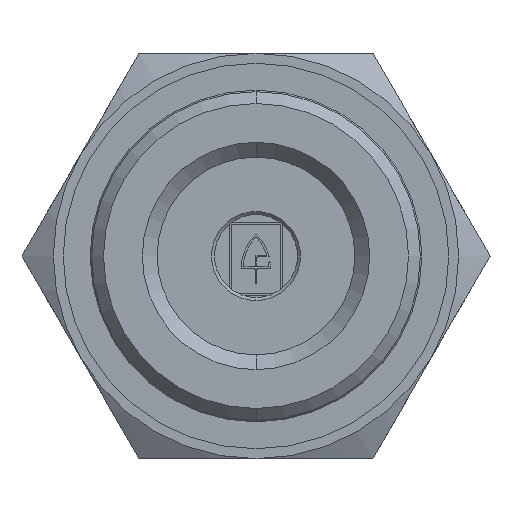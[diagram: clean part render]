
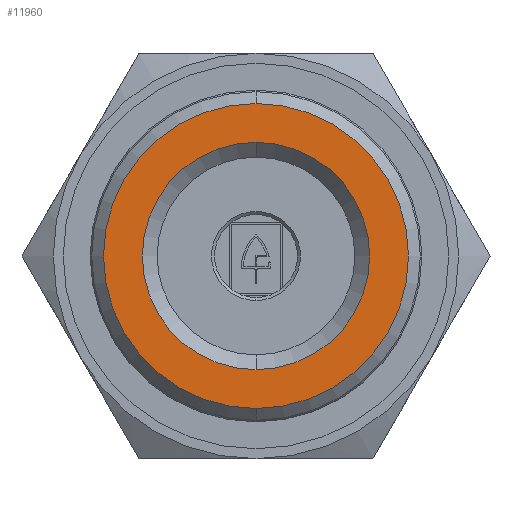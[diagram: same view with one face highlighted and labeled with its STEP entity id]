
A CAD part, front view. The second image highlights one B-rep face of the part: STEP entity #11960.
In plain terms, the highlighted planar face has unit normal (0, -1, 0).
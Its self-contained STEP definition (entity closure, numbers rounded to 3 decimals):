
#359 = AXIS2_PLACEMENT_3D ( 'NONE', #2339, #8912, #3284 ) ;
#931 = VERTEX_POINT ( 'NONE', #10112 ) ;
#1369 = AXIS2_PLACEMENT_3D ( 'NONE', #1669, #8254, #2608 ) ;
#1474 = CARTESIAN_POINT ( 'NONE',  ( 11.836, 0., -20.5 ) ) ;
#1669 = CARTESIAN_POINT ( 'NONE',  ( 0., 0., 0. ) ) ;
#2224 = EDGE_CURVE ( 'NONE', #9570, #931, #7051, .T. ) ;
#2339 = CARTESIAN_POINT ( 'NONE',  ( 0., 0., 0. ) ) ;
#2367 = AXIS2_PLACEMENT_3D ( 'NONE', #1474, #8041, #2393 ) ;
#2393 = DIRECTION ( 'NONE',  ( 0., 0., 1. ) ) ;
#2608 = DIRECTION ( 'NONE',  ( 0., 0., 1. ) ) ;
#2819 = FACE_OUTER_BOUND ( 'NONE', #2820, .T. ) ;
#2820 = EDGE_LOOP ( 'NONE', ( #9349, #11991 ) ) ;
#3284 = DIRECTION ( 'NONE',  ( 0., 0., 1. ) ) ;
#3416 = AXIS2_PLACEMENT_3D ( 'NONE', #10750, #5071, #11676 ) ;
#3630 = AXIS2_PLACEMENT_3D ( 'NONE', #9767, #9736, #9702 ) ;
#4152 = EDGE_CURVE ( 'NONE', #931, #9570, #10005, .T. ) ;
#4903 = VERTEX_POINT ( 'NONE', #11204 ) ;
#5071 = DIRECTION ( 'NONE',  ( 0., -1., 0. ) ) ;
#5860 = EDGE_CURVE ( 'NONE', #4903, #6468, #10162, .T. ) ;
#5863 = CARTESIAN_POINT ( 'NONE',  ( 0., 0., 11.5 ) ) ;
#6019 = EDGE_CURVE ( 'NONE', #6468, #4903, #6629, .T. ) ;
#6468 = VERTEX_POINT ( 'NONE', #5863 ) ;
#6629 = CIRCLE ( 'NONE', #1369, 11.5 ) ;
#7043 = PLANE ( 'NONE',  #2367 ) ;
#7051 = CIRCLE ( 'NONE', #3630, 15.425 ) ;
#7371 = ORIENTED_EDGE ( 'NONE', *, *, #5860, .T. ) ;
#8041 = DIRECTION ( 'NONE',  ( 0., 1., 0. ) ) ;
#8254 = DIRECTION ( 'NONE',  ( 0., 1., 0. ) ) ;
#8797 = CARTESIAN_POINT ( 'NONE',  ( 0., 0., 15.425 ) ) ;
#8912 = DIRECTION ( 'NONE',  ( 0., 1., 0. ) ) ;
#9349 = ORIENTED_EDGE ( 'NONE', *, *, #2224, .T. ) ;
#9453 = EDGE_LOOP ( 'NONE', ( #7371, #11124 ) ) ;
#9570 = VERTEX_POINT ( 'NONE', #8797 ) ;
#9702 = DIRECTION ( 'NONE',  ( 0., 0., 1. ) ) ;
#9736 = DIRECTION ( 'NONE',  ( 0., -1., 0. ) ) ;
#9767 = CARTESIAN_POINT ( 'NONE',  ( 0., 0., 0. ) ) ;
#10005 = CIRCLE ( 'NONE', #3416, 15.425 ) ;
#10023 = FACE_BOUND ( 'NONE', #9453, .T. ) ;
#10112 = CARTESIAN_POINT ( 'NONE',  ( 0., 0., -15.425 ) ) ;
#10162 = CIRCLE ( 'NONE', #359, 11.5 ) ;
#10750 = CARTESIAN_POINT ( 'NONE',  ( 0., 0., 0. ) ) ;
#11124 = ORIENTED_EDGE ( 'NONE', *, *, #6019, .T. ) ;
#11204 = CARTESIAN_POINT ( 'NONE',  ( 0., 0., -11.5 ) ) ;
#11676 = DIRECTION ( 'NONE',  ( 0., 0., 1. ) ) ;
#11960 = ADVANCED_FACE ( 'NONE', ( #2819, #10023 ), #7043, .F. ) ;
#11991 = ORIENTED_EDGE ( 'NONE', *, *, #4152, .T. ) ;
